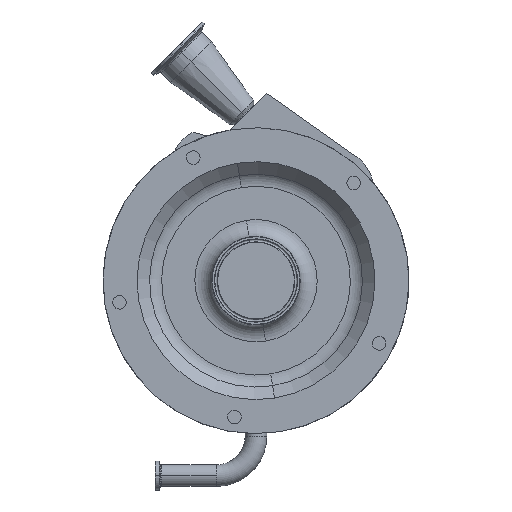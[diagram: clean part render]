
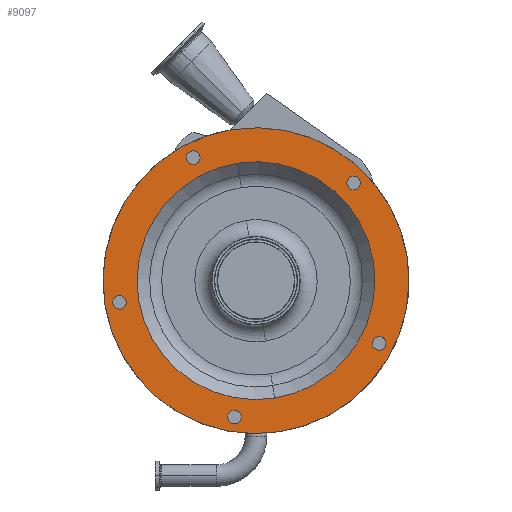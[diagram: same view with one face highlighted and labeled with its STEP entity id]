
A CAD part, top view. The second image highlights one B-rep face of the part: STEP entity #9097.
In plain terms, the highlighted planar face has unit normal (0, 0, 1).
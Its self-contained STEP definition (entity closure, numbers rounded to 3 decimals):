
#134 = DIRECTION ( 'NONE',  ( 0., 0., 1. ) ) ;
#308 = DIRECTION ( 'NONE',  ( -0.156, 0.988, 0. ) ) ;
#358 = DIRECTION ( 'NONE',  ( 0., 0., 1. ) ) ;
#390 = AXIS2_PLACEMENT_3D ( 'NONE', #11567, #134, #308 ) ;
#496 = AXIS2_PLACEMENT_3D ( 'NONE', #11674, #15833, #17493 ) ;
#530 = CARTESIAN_POINT ( 'NONE',  ( -55.387, 108.703, 212.5 ) ) ;
#759 = DIRECTION ( 'NONE',  ( 0., 0., 1. ) ) ;
#786 = CARTESIAN_POINT ( 'NONE',  ( -38.52, -6.101, 212.5 ) ) ;
#864 = EDGE_CURVE ( 'NONE', #7602, #1715, #3333, .T. ) ;
#962 = AXIS2_PLACEMENT_3D ( 'NONE', #16967, #1461, #12984 ) ;
#991 = EDGE_LOOP ( 'NONE', ( #5027, #16791 ) ) ;
#1009 = EDGE_LOOP ( 'NONE', ( #14800, #2080 ) ) ;
#1086 = CIRCLE ( 'NONE', #496, 135. ) ;
#1124 = CARTESIAN_POINT ( 'NONE',  ( -120.498, -19.085, 212.5 ) ) ;
#1231 = VERTEX_POINT ( 'NONE', #2591 ) ;
#1455 = EDGE_CURVE ( 'NONE', #4124, #15919, #17208, .T. ) ;
#1461 = DIRECTION ( 'NONE',  ( 0., 0., 1. ) ) ;
#1531 = VERTEX_POINT ( 'NONE', #5055 ) ;
#1715 = VERTEX_POINT ( 'NONE', #4529 ) ;
#1741 = CARTESIAN_POINT ( 'NONE',  ( -19.085, -120.498, 212.5 ) ) ;
#1928 = DIRECTION ( 'NONE',  ( 0., 0., 1. ) ) ;
#1982 = ORIENTED_EDGE ( 'NONE', *, *, #16663, .F. ) ;
#2001 = EDGE_CURVE ( 'NONE', #5164, #1531, #7107, .T. ) ;
#2030 = CARTESIAN_POINT ( 'NONE',  ( 108.703, -55.387, 212.5 ) ) ;
#2080 = ORIENTED_EDGE ( 'NONE', *, *, #7606, .F. ) ;
#2404 = VERTEX_POINT ( 'NONE', #16913 ) ;
#2464 = CIRCLE ( 'NONE', #5113, 6. ) ;
#2591 = CARTESIAN_POINT ( 'NONE',  ( 16.426, -103.707, 212.5 ) ) ;
#2659 = PLANE ( 'NONE',  #15457 ) ;
#2799 = AXIS2_PLACEMENT_3D ( 'NONE', #14608, #7369, #6100 ) ;
#3020 = VERTEX_POINT ( 'NONE', #4241 ) ;
#3123 = AXIS2_PLACEMENT_3D ( 'NONE', #9109, #11969, #10575 ) ;
#3187 = FACE_BOUND ( 'NONE', #3672, .T. ) ;
#3272 = FACE_BOUND ( 'NONE', #1009, .T. ) ;
#3307 = DIRECTION ( 'NONE',  ( -0.988, 0.156, 0. ) ) ;
#3333 = CIRCLE ( 'NONE', #390, 135. ) ;
#3483 = EDGE_CURVE ( 'NONE', #1531, #5164, #11639, .T. ) ;
#3672 = EDGE_LOOP ( 'NONE', ( #6220, #1982 ) ) ;
#3708 = DIRECTION ( 'NONE',  ( -0.454, -0.891, 0. ) ) ;
#3739 = ORIENTED_EDGE ( 'NONE', *, *, #14192, .T. ) ;
#4051 = FACE_BOUND ( 'NONE', #7215, .T. ) ;
#4124 = VERTEX_POINT ( 'NONE', #6614 ) ;
#4176 = AXIS2_PLACEMENT_3D ( 'NONE', #4652, #7754, #13236 ) ;
#4180 = ORIENTED_EDGE ( 'NONE', *, *, #14764, .F. ) ;
#4241 = CARTESIAN_POINT ( 'NONE',  ( -16.426, 103.707, 212.5 ) ) ;
#4251 = EDGE_LOOP ( 'NONE', ( #3739, #13848 ) ) ;
#4529 = CARTESIAN_POINT ( 'NONE',  ( -21.119, 133.338, 212.5 ) ) ;
#4568 = DIRECTION ( 'NONE',  ( -0.156, 0.988, 0. ) ) ;
#4652 = CARTESIAN_POINT ( 'NONE',  ( 86.267, 86.267, 212.5 ) ) ;
#5027 = ORIENTED_EDGE ( 'NONE', *, *, #3483, .F. ) ;
#5055 = CARTESIAN_POINT ( 'NONE',  ( 90.51, 82.024, 212.5 ) ) ;
#5113 = AXIS2_PLACEMENT_3D ( 'NONE', #1124, #15336, #10980 ) ;
#5124 = CIRCLE ( 'NONE', #13376, 6. ) ;
#5164 = VERTEX_POINT ( 'NONE', #14673 ) ;
#5855 = CARTESIAN_POINT ( 'NONE',  ( 111.427, -50.041, 212.5 ) ) ;
#6069 = CARTESIAN_POINT ( 'NONE',  ( 105.979, -60.733, 212.5 ) ) ;
#6100 = DIRECTION ( 'NONE',  ( 0.707, -0.707, 0. ) ) ;
#6220 = ORIENTED_EDGE ( 'NONE', *, *, #9033, .F. ) ;
#6614 = CARTESIAN_POINT ( 'NONE',  ( -13.159, -121.437, 212.5 ) ) ;
#6745 = VERTEX_POINT ( 'NONE', #5855 ) ;
#7107 = CIRCLE ( 'NONE', #4176, 6. ) ;
#7215 = EDGE_LOOP ( 'NONE', ( #9939, #12151 ) ) ;
#7220 = AXIS2_PLACEMENT_3D ( 'NONE', #530, #11784, #10388 ) ;
#7315 = CARTESIAN_POINT ( 'NONE',  ( -19.085, -120.498, 212.5 ) ) ;
#7369 = DIRECTION ( 'NONE',  ( 0., 0., 1. ) ) ;
#7379 = CARTESIAN_POINT ( 'NONE',  ( -120.498, -19.085, 212.5 ) ) ;
#7448 = DIRECTION ( 'NONE',  ( -0.454, -0.891, 0. ) ) ;
#7602 = VERTEX_POINT ( 'NONE', #15025 ) ;
#7606 = EDGE_CURVE ( 'NONE', #8738, #9114, #12800, .T. ) ;
#7754 = DIRECTION ( 'NONE',  ( 0., 0., 1. ) ) ;
#8503 = EDGE_CURVE ( 'NONE', #2404, #18067, #2464, .T. ) ;
#8621 = CARTESIAN_POINT ( 'NONE',  ( 0., 0., 212.5 ) ) ;
#8660 = EDGE_CURVE ( 'NONE', #6745, #11730, #5124, .T. ) ;
#8738 = VERTEX_POINT ( 'NONE', #17266 ) ;
#8813 = DIRECTION ( 'NONE',  ( 0., 0., 1. ) ) ;
#8966 = AXIS2_PLACEMENT_3D ( 'NONE', #8621, #8813, #4568 ) ;
#8999 = DIRECTION ( 'NONE',  ( 0., 0., -1. ) ) ;
#9033 = EDGE_CURVE ( 'NONE', #3020, #1231, #17835, .T. ) ;
#9097 = ADVANCED_FACE ( 'NONE', ( #15836, #3272, #16702, #4051, #9681, #15317, #3187 ), #2659, .F. ) ;
#9109 = CARTESIAN_POINT ( 'NONE',  ( -55.387, 108.703, 212.5 ) ) ;
#9114 = VERTEX_POINT ( 'NONE', #17413 ) ;
#9188 = EDGE_LOOP ( 'NONE', ( #4180, #9326 ) ) ;
#9216 = CIRCLE ( 'NONE', #13939, 6. ) ;
#9326 = ORIENTED_EDGE ( 'NONE', *, *, #1455, .F. ) ;
#9360 = CARTESIAN_POINT ( 'NONE',  ( -25.011, -119.559, 212.5 ) ) ;
#9651 = AXIS2_PLACEMENT_3D ( 'NONE', #7315, #9931, #12886 ) ;
#9681 = FACE_BOUND ( 'NONE', #9188, .T. ) ;
#9811 = DIRECTION ( 'NONE',  ( -0.156, 0.988, 0. ) ) ;
#9931 = DIRECTION ( 'NONE',  ( 0., 0., 1. ) ) ;
#9939 = ORIENTED_EDGE ( 'NONE', *, *, #17440, .F. ) ;
#9998 = DIRECTION ( 'NONE',  ( 0., 0., 1. ) ) ;
#10093 = ORIENTED_EDGE ( 'NONE', *, *, #8503, .F. ) ;
#10388 = DIRECTION ( 'NONE',  ( 0.891, 0.454, 0. ) ) ;
#10575 = DIRECTION ( 'NONE',  ( 0.891, 0.454, 0. ) ) ;
#10980 = DIRECTION ( 'NONE',  ( -0.156, 0.988, 0. ) ) ;
#11017 = EDGE_CURVE ( 'NONE', #18067, #2404, #12260, .T. ) ;
#11567 = CARTESIAN_POINT ( 'NONE',  ( 0., 0., 212.5 ) ) ;
#11639 = CIRCLE ( 'NONE', #2799, 6. ) ;
#11674 = CARTESIAN_POINT ( 'NONE',  ( 0., 0., 212.5 ) ) ;
#11730 = VERTEX_POINT ( 'NONE', #6069 ) ;
#11784 = DIRECTION ( 'NONE',  ( 0., 0., 1. ) ) ;
#11969 = DIRECTION ( 'NONE',  ( 0., 0., 1. ) ) ;
#12130 = DIRECTION ( 'NONE',  ( -1., 0., 0. ) ) ;
#12151 = ORIENTED_EDGE ( 'NONE', *, *, #8660, .F. ) ;
#12190 = AXIS2_PLACEMENT_3D ( 'NONE', #1741, #1928, #3307 ) ;
#12250 = CARTESIAN_POINT ( 'NONE',  ( -121.437, -13.159, 212.5 ) ) ;
#12260 = CIRCLE ( 'NONE', #12546, 6. ) ;
#12546 = AXIS2_PLACEMENT_3D ( 'NONE', #7379, #9998, #9811 ) ;
#12710 = ORIENTED_EDGE ( 'NONE', *, *, #11017, .F. ) ;
#12800 = CIRCLE ( 'NONE', #7220, 6. ) ;
#12886 = DIRECTION ( 'NONE',  ( -0.988, 0.156, 0. ) ) ;
#12984 = DIRECTION ( 'NONE',  ( -0.156, 0.988, 0. ) ) ;
#13236 = DIRECTION ( 'NONE',  ( 0.707, -0.707, 0. ) ) ;
#13376 = AXIS2_PLACEMENT_3D ( 'NONE', #2030, #358, #7448 ) ;
#13727 = EDGE_CURVE ( 'NONE', #9114, #8738, #17607, .T. ) ;
#13848 = ORIENTED_EDGE ( 'NONE', *, *, #864, .T. ) ;
#13939 = AXIS2_PLACEMENT_3D ( 'NONE', #14885, #759, #3708 ) ;
#14192 = EDGE_CURVE ( 'NONE', #1715, #7602, #1086, .T. ) ;
#14608 = CARTESIAN_POINT ( 'NONE',  ( 86.267, 86.267, 212.5 ) ) ;
#14673 = CARTESIAN_POINT ( 'NONE',  ( 82.024, 90.51, 212.5 ) ) ;
#14764 = EDGE_CURVE ( 'NONE', #15919, #4124, #16132, .T. ) ;
#14800 = ORIENTED_EDGE ( 'NONE', *, *, #13727, .F. ) ;
#14885 = CARTESIAN_POINT ( 'NONE',  ( 108.703, -55.387, 212.5 ) ) ;
#15025 = CARTESIAN_POINT ( 'NONE',  ( 21.119, -133.338, 212.5 ) ) ;
#15067 = EDGE_LOOP ( 'NONE', ( #12710, #10093 ) ) ;
#15317 = FACE_BOUND ( 'NONE', #15067, .T. ) ;
#15336 = DIRECTION ( 'NONE',  ( 0., 0., 1. ) ) ;
#15457 = AXIS2_PLACEMENT_3D ( 'NONE', #786, #8999, #12130 ) ;
#15833 = DIRECTION ( 'NONE',  ( 0., 0., 1. ) ) ;
#15836 = FACE_OUTER_BOUND ( 'NONE', #4251, .T. ) ;
#15919 = VERTEX_POINT ( 'NONE', #9360 ) ;
#16132 = CIRCLE ( 'NONE', #9651, 6. ) ;
#16663 = EDGE_CURVE ( 'NONE', #1231, #3020, #17790, .T. ) ;
#16702 = FACE_BOUND ( 'NONE', #991, .T. ) ;
#16791 = ORIENTED_EDGE ( 'NONE', *, *, #2001, .F. ) ;
#16913 = CARTESIAN_POINT ( 'NONE',  ( -119.559, -25.011, 212.5 ) ) ;
#16967 = CARTESIAN_POINT ( 'NONE',  ( 0., 0., 212.5 ) ) ;
#17208 = CIRCLE ( 'NONE', #12190, 6. ) ;
#17266 = CARTESIAN_POINT ( 'NONE',  ( -60.733, 105.979, 212.5 ) ) ;
#17413 = CARTESIAN_POINT ( 'NONE',  ( -50.041, 111.427, 212.5 ) ) ;
#17440 = EDGE_CURVE ( 'NONE', #11730, #6745, #9216, .T. ) ;
#17493 = DIRECTION ( 'NONE',  ( -0.156, 0.988, 0. ) ) ;
#17607 = CIRCLE ( 'NONE', #3123, 6. ) ;
#17790 = CIRCLE ( 'NONE', #962, 105. ) ;
#17835 = CIRCLE ( 'NONE', #8966, 105. ) ;
#18067 = VERTEX_POINT ( 'NONE', #12250 ) ;
